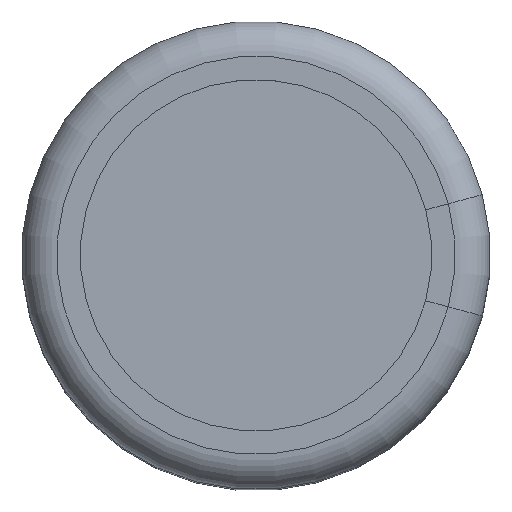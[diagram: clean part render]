
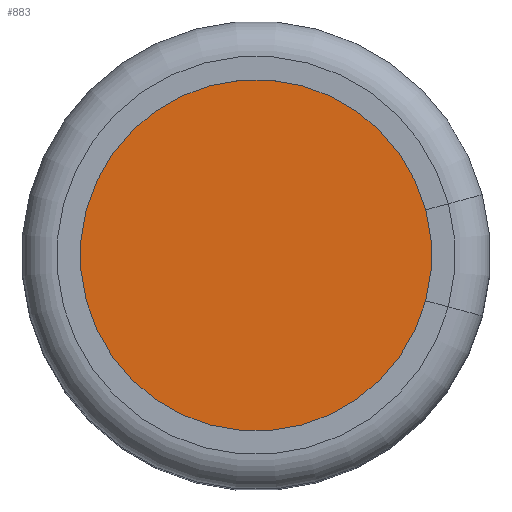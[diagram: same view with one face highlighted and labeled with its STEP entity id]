
A CAD part, top view. The second image highlights one B-rep face of the part: STEP entity #883.
In plain terms, the highlighted planar face has unit normal (0, 0, 1).
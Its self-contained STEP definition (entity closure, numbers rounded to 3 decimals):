
#883 = ADVANCED_FACE('',(#884),#897,.T.);
#884 = FACE_BOUND('',#885,.F.);
#885 = EDGE_LOOP('',(#886));
#886 = ORIENTED_EDGE('',*,*,#887,.F.);
#887 = EDGE_CURVE('',#888,#888,#890,.T.);
#888 = VERTEX_POINT('',#889);
#889 = CARTESIAN_POINT('',(1.7,0.,6.9));
#890 = SURFACE_CURVE('',#891,(#896,#908),.PCURVE_S1.);
#891 = CIRCLE('',#892,1.7);
#892 = AXIS2_PLACEMENT_3D('',#893,#894,#895);
#893 = CARTESIAN_POINT('',(0.,0.,6.9));
#894 = DIRECTION('',(0.,-0.,1.));
#895 = DIRECTION('',(1.,0.,0.));
#896 = PCURVE('',#897,#902);
#897 = PLANE('',#898);
#898 = AXIS2_PLACEMENT_3D('',#899,#900,#901);
#899 = CARTESIAN_POINT('',(0.,0.,6.9));
#900 = DIRECTION('',(0.,0.,1.));
#901 = DIRECTION('',(1.,0.,0.));
#902 = DEFINITIONAL_REPRESENTATION('',(#903),#907);
#903 = CIRCLE('',#904,1.7);
#904 = AXIS2_PLACEMENT_2D('',#905,#906);
#905 = CARTESIAN_POINT('',(0.,0.));
#906 = DIRECTION('',(1.,-0.));
#907 = ( GEOMETRIC_REPRESENTATION_CONTEXT(2) 
PARAMETRIC_REPRESENTATION_CONTEXT() REPRESENTATION_CONTEXT('2D SPACE',''
  ) );
#908 = PCURVE('',#909,#914);
#909 = TOROIDAL_SURFACE('',#910,1.7,0.2);
#910 = AXIS2_PLACEMENT_3D('',#911,#912,#913);
#911 = CARTESIAN_POINT('',(0.,0.,6.7));
#912 = DIRECTION('',(0.,0.,1.));
#913 = DIRECTION('',(1.,0.,0.));
#914 = DEFINITIONAL_REPRESENTATION('',(#915),#919);
#915 = LINE('',#916,#917);
#916 = CARTESIAN_POINT('',(0.,1.571));
#917 = VECTOR('',#918,1.);
#918 = DIRECTION('',(1.,0.));
#919 = ( GEOMETRIC_REPRESENTATION_CONTEXT(2) 
PARAMETRIC_REPRESENTATION_CONTEXT() REPRESENTATION_CONTEXT('2D SPACE',''
  ) );
